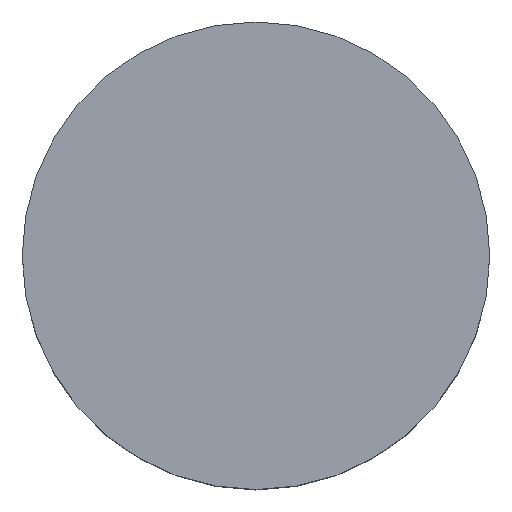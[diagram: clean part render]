
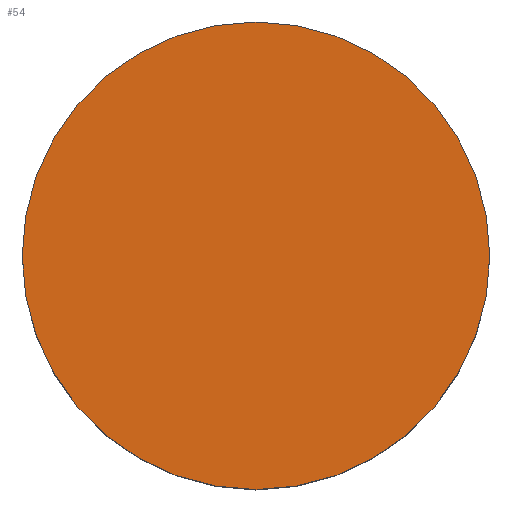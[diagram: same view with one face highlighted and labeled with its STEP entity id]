
A CAD part, top view. The second image highlights one B-rep face of the part: STEP entity #54.
In plain terms, the highlighted planar face has unit normal (0, 0, 1).
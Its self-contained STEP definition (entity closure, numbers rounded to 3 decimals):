
#7 = ORIENTED_EDGE ( 'NONE', *, *, #135, .T. ) ;
#10 = EDGE_CURVE ( 'NONE', #71, #132, #80, .T. ) ;
#15 = DIRECTION ( 'NONE',  ( 0., 0., 1. ) ) ;
#53 = CIRCLE ( 'NONE', #114, 2.5 ) ;
#54 = ADVANCED_FACE ( 'NONE', ( #140 ), #107, .T. ) ;
#71 = VERTEX_POINT ( 'NONE', #115 ) ;
#77 = CARTESIAN_POINT ( 'NONE',  ( -2.5, 0., 2.5 ) ) ;
#80 = CIRCLE ( 'NONE', #131, 2.5 ) ;
#84 = DIRECTION ( 'NONE',  ( 0., 0., 1. ) ) ;
#92 = AXIS2_PLACEMENT_3D ( 'NONE', #172, #112, #175 ) ;
#105 = EDGE_LOOP ( 'NONE', ( #7, #121 ) ) ;
#107 = PLANE ( 'NONE',  #92 ) ;
#112 = DIRECTION ( 'NONE',  ( 0., 0., 1. ) ) ;
#114 = AXIS2_PLACEMENT_3D ( 'NONE', #161, #15, #123 ) ;
#115 = CARTESIAN_POINT ( 'NONE',  ( 2.5, 0., 2.5 ) ) ;
#121 = ORIENTED_EDGE ( 'NONE', *, *, #10, .T. ) ;
#123 = DIRECTION ( 'NONE',  ( 1., 0., 0. ) ) ;
#131 = AXIS2_PLACEMENT_3D ( 'NONE', #158, #84, #133 ) ;
#132 = VERTEX_POINT ( 'NONE', #77 ) ;
#133 = DIRECTION ( 'NONE',  ( 1., 0., 0. ) ) ;
#135 = EDGE_CURVE ( 'NONE', #132, #71, #53, .T. ) ;
#140 = FACE_OUTER_BOUND ( 'NONE', #105, .T. ) ;
#158 = CARTESIAN_POINT ( 'NONE',  ( 0., 0., 2.5 ) ) ;
#161 = CARTESIAN_POINT ( 'NONE',  ( 0., 0., 2.5 ) ) ;
#172 = CARTESIAN_POINT ( 'NONE',  ( 0., 0., 2.5 ) ) ;
#175 = DIRECTION ( 'NONE',  ( 1., 0., 0. ) ) ;
